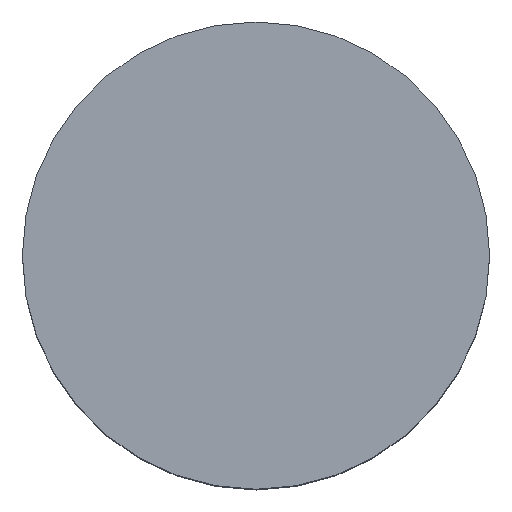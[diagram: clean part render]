
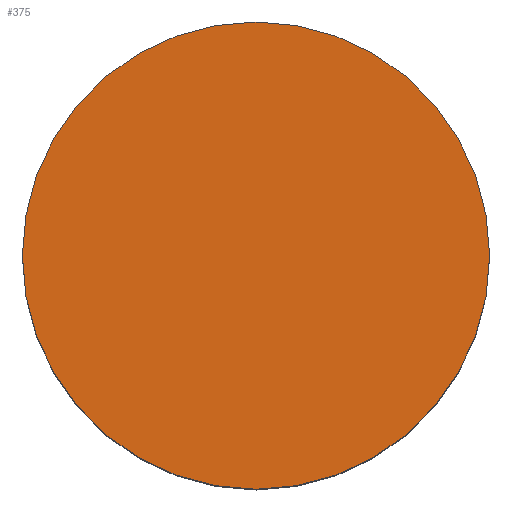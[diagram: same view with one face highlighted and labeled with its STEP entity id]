
A CAD part, top view. The second image highlights one B-rep face of the part: STEP entity #375.
In plain terms, the highlighted planar face has unit normal (0, 0, 1).
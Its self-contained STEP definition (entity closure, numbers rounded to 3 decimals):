
#96=FACE_OUTER_BOUND('',#120,.T.);
#120=EDGE_LOOP('',(#263));
#144=CIRCLE('',#417,35.);
#165=VERTEX_POINT('',#582);
#202=EDGE_CURVE('',#165,#165,#144,.T.);
#263=ORIENTED_EDGE('',*,*,#202,.T.);
#361=PLANE('',#418);
#375=ADVANCED_FACE('',(#96),#361,.T.);
#417=AXIS2_PLACEMENT_3D('',#583,#473,#474);
#418=AXIS2_PLACEMENT_3D('',#585,#476,#477);
#473=DIRECTION('center_axis',(0.,0.,1.));
#474=DIRECTION('ref_axis',(1.,0.,0.));
#476=DIRECTION('center_axis',(0.,0.,1.));
#477=DIRECTION('ref_axis',(1.,0.,0.));
#582=CARTESIAN_POINT('',(-35.,0.,62.5));
#583=CARTESIAN_POINT('Origin',(0.,0.,62.5));
#585=CARTESIAN_POINT('Origin',(0.,0.,62.5));
